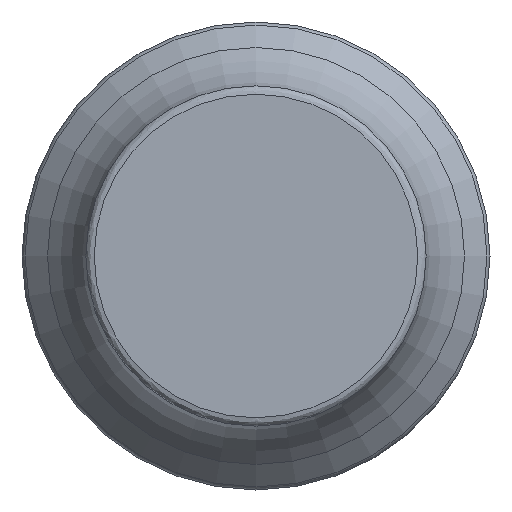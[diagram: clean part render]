
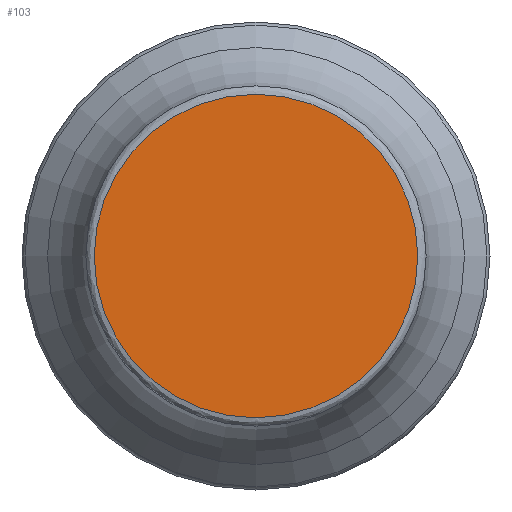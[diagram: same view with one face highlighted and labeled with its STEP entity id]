
A CAD part, left-side view. The second image highlights one B-rep face of the part: STEP entity #103.
In plain terms, the highlighted planar face has unit normal (-1, 0, 0).
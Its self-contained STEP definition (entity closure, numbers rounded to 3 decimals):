
#103=ADVANCED_FACE('',(#115),#111,.F.);
#111=PLANE('',#258);
#115=FACE_OUTER_BOUND('',#141,.T.);
#141=EDGE_LOOP('',(#173));
#173=ORIENTED_EDGE('',*,*,#209,.F.);
#193=VERTEX_POINT('',#376);
#209=EDGE_CURVE('',#193,#193,#225,.T.);
#225=CIRCLE('',#257,15.211);
#257=AXIS2_PLACEMENT_3D('',#375,#317,#318);
#258=AXIS2_PLACEMENT_3D('',#377,#319,#320);
#317=DIRECTION('',(1.,0.,0.));
#318=DIRECTION('',(0.,0.,-1.));
#319=DIRECTION('',(1.,0.,0.));
#320=DIRECTION('',(0.,0.,-1.));
#375=CARTESIAN_POINT('',(0.,0.,0.));
#376=CARTESIAN_POINT('',(0.,0.,-15.211));
#377=CARTESIAN_POINT('',(0.,0.,0.));
